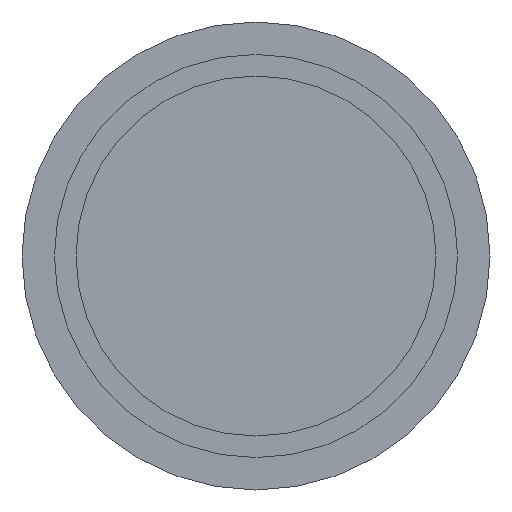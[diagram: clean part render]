
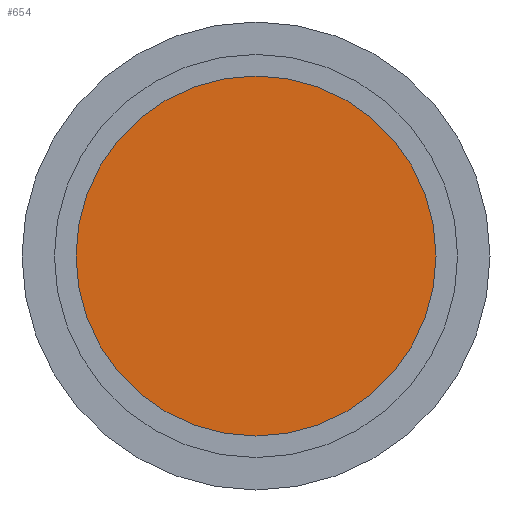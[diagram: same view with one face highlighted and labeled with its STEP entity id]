
A CAD part, left-side view. The second image highlights one B-rep face of the part: STEP entity #654.
In plain terms, the highlighted planar face has unit normal (-1, 0, 0).
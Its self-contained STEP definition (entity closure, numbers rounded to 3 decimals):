
#164 = PLANE ( 'NONE',  #909 ) ;
#187 = AXIS2_PLACEMENT_3D ( 'NONE', #507, #758, #503 ) ;
#191 = EDGE_LOOP ( 'NONE', ( #928, #896 ) ) ;
#230 = CIRCLE ( 'NONE', #863, 25. ) ;
#350 = VERTEX_POINT ( 'NONE', #579 ) ;
#363 = DIRECTION ( 'NONE',  ( 0., 0., 1. ) ) ;
#430 = CIRCLE ( 'NONE', #187, 25. ) ;
#503 = DIRECTION ( 'NONE',  ( 0., 0., 1. ) ) ;
#507 = CARTESIAN_POINT ( 'NONE',  ( 12., 0., 0. ) ) ;
#512 = CARTESIAN_POINT ( 'NONE',  ( 12., 0., 0. ) ) ;
#579 = CARTESIAN_POINT ( 'NONE',  ( 12., 0., -25. ) ) ;
#654 = ADVANCED_FACE ( 'NONE', ( #936 ), #164, .T. ) ;
#669 = EDGE_CURVE ( 'NONE', #919, #350, #430, .T. ) ;
#758 = DIRECTION ( 'NONE',  ( -1., 0., 0. ) ) ;
#783 = CARTESIAN_POINT ( 'NONE',  ( 12., 0., 0. ) ) ;
#840 = DIRECTION ( 'NONE',  ( -1., 0., 0. ) ) ;
#861 = DIRECTION ( 'NONE',  ( 0., 0., 1. ) ) ;
#863 = AXIS2_PLACEMENT_3D ( 'NONE', #783, #870, #363 ) ;
#870 = DIRECTION ( 'NONE',  ( -1., 0., 0. ) ) ;
#896 = ORIENTED_EDGE ( 'NONE', *, *, #1092, .T. ) ;
#909 = AXIS2_PLACEMENT_3D ( 'NONE', #512, #840, #861 ) ;
#919 = VERTEX_POINT ( 'NONE', #1036 ) ;
#928 = ORIENTED_EDGE ( 'NONE', *, *, #669, .T. ) ;
#936 = FACE_OUTER_BOUND ( 'NONE', #191, .T. ) ;
#1036 = CARTESIAN_POINT ( 'NONE',  ( 12., 0., 25. ) ) ;
#1092 = EDGE_CURVE ( 'NONE', #350, #919, #230, .T. ) ;
